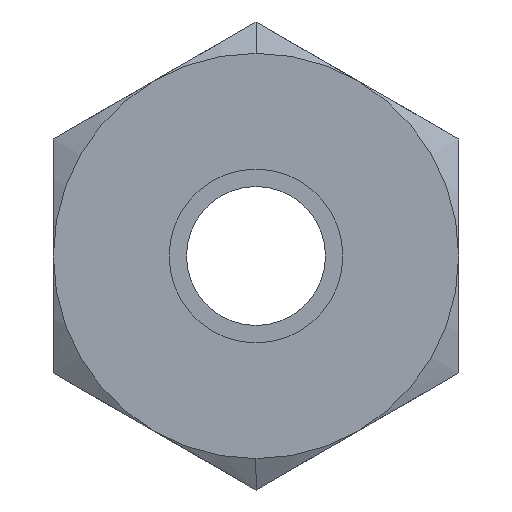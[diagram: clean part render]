
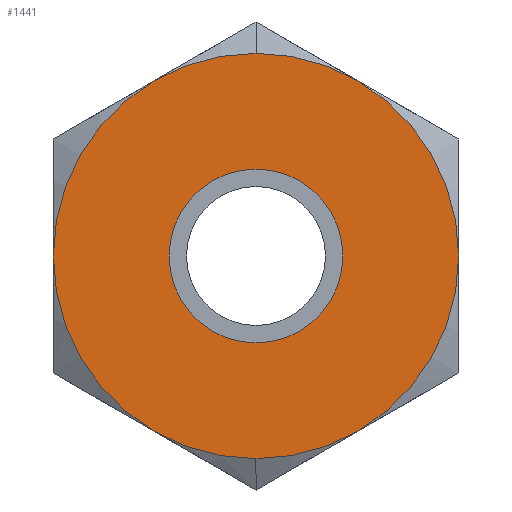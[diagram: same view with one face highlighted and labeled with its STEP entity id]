
A CAD part, left-side view. The second image highlights one B-rep face of the part: STEP entity #1441.
In plain terms, the highlighted planar face has unit normal (-1, 0, 0).
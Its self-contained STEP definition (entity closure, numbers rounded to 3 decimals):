
#203 = CARTESIAN_POINT ( 'NONE',  ( 0., 0., 0. ) ) ;
#208 = DIRECTION ( 'NONE',  ( 0., 0., 1. ) ) ;
#258 = DIRECTION ( 'NONE',  ( 0., 0., -1. ) ) ;
#293 = DIRECTION ( 'NONE',  ( 1., 0., 0. ) ) ;
#615 = CARTESIAN_POINT ( 'NONE',  ( 0., 0., -7. ) ) ;
#662 = ORIENTED_EDGE ( 'NONE', *, *, #3406, .F. ) ;
#748 = AXIS2_PLACEMENT_3D ( 'NONE', #4576, #4038, #208 ) ;
#1004 = AXIS2_PLACEMENT_3D ( 'NONE', #203, #1848, #5755 ) ;
#1061 = ORIENTED_EDGE ( 'NONE', *, *, #5484, .T. ) ;
#1441 = ADVANCED_FACE ( 'NONE', ( #4688, #6889 ), #5299, .T. ) ;
#1532 = DIRECTION ( 'NONE',  ( 0., 0., -1. ) ) ;
#1848 = DIRECTION ( 'NONE',  ( 1., 0., 0. ) ) ;
#2230 = CARTESIAN_POINT ( 'NONE',  ( 0., 0., -3. ) ) ;
#2495 = AXIS2_PLACEMENT_3D ( 'NONE', #2883, #6209, #3863 ) ;
#2613 = AXIS2_PLACEMENT_3D ( 'NONE', #6418, #5829, #1532 ) ;
#2883 = CARTESIAN_POINT ( 'NONE',  ( 0., 0., 0. ) ) ;
#3406 = EDGE_CURVE ( 'NONE', #3517, #5866, #3542, .T. ) ;
#3421 = CIRCLE ( 'NONE', #1004, 3. ) ;
#3517 = VERTEX_POINT ( 'NONE', #5169 ) ;
#3542 = CIRCLE ( 'NONE', #2495, 7. ) ;
#3583 = EDGE_CURVE ( 'NONE', #5866, #3517, #6894, .T. ) ;
#3688 = ORIENTED_EDGE ( 'NONE', *, *, #3583, .F. ) ;
#3863 = DIRECTION ( 'NONE',  ( 0., 0., 1. ) ) ;
#3959 = VERTEX_POINT ( 'NONE', #6032 ) ;
#4038 = DIRECTION ( 'NONE',  ( -1., 0., 0. ) ) ;
#4576 = CARTESIAN_POINT ( 'NONE',  ( 0., 0., 3.5 ) ) ;
#4688 = FACE_BOUND ( 'NONE', #6507, .T. ) ;
#4727 = EDGE_LOOP ( 'NONE', ( #662, #3688 ) ) ;
#5169 = CARTESIAN_POINT ( 'NONE',  ( 0., 0., 7. ) ) ;
#5232 = EDGE_CURVE ( 'NONE', #3959, #5950, #3421, .T. ) ;
#5299 = PLANE ( 'NONE',  #748 ) ;
#5484 = EDGE_CURVE ( 'NONE', #5950, #3959, #5720, .T. ) ;
#5493 = AXIS2_PLACEMENT_3D ( 'NONE', #6906, #293, #258 ) ;
#5720 = CIRCLE ( 'NONE', #2613, 3. ) ;
#5721 = ORIENTED_EDGE ( 'NONE', *, *, #5232, .T. ) ;
#5755 = DIRECTION ( 'NONE',  ( 0., 0., 1. ) ) ;
#5829 = DIRECTION ( 'NONE',  ( 1., 0., 0. ) ) ;
#5866 = VERTEX_POINT ( 'NONE', #615 ) ;
#5950 = VERTEX_POINT ( 'NONE', #2230 ) ;
#6032 = CARTESIAN_POINT ( 'NONE',  ( 0., 0., 3. ) ) ;
#6209 = DIRECTION ( 'NONE',  ( 1., 0., 0. ) ) ;
#6418 = CARTESIAN_POINT ( 'NONE',  ( 0., 0., 0. ) ) ;
#6507 = EDGE_LOOP ( 'NONE', ( #1061, #5721 ) ) ;
#6889 = FACE_OUTER_BOUND ( 'NONE', #4727, .T. ) ;
#6894 = CIRCLE ( 'NONE', #5493, 7. ) ;
#6906 = CARTESIAN_POINT ( 'NONE',  ( 0., 0., 0. ) ) ;
